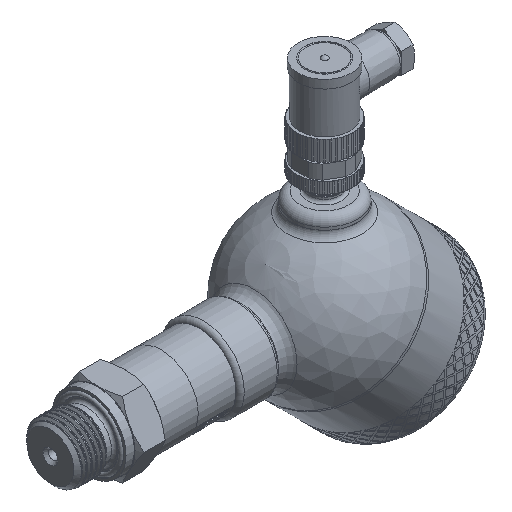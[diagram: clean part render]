
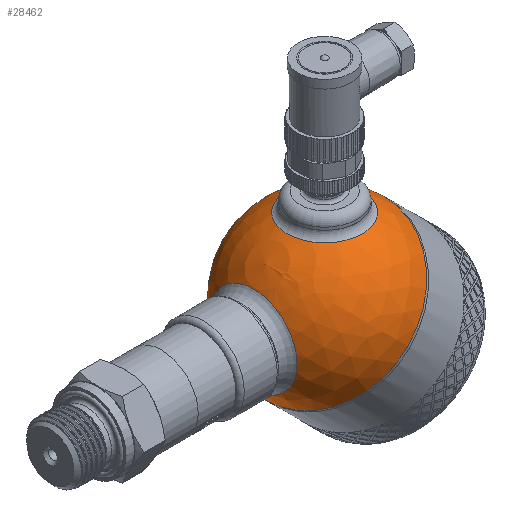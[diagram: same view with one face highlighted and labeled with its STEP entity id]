
A CAD part, isometric view. The second image highlights one B-rep face of the part: STEP entity #28462.
In plain terms, the highlighted spherical face has radius 30 mm.
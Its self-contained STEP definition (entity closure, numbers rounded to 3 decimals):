
#45=SPHERICAL_SURFACE('',#30200,30.);
#130=FACE_BOUND('',#3823,.T.);
#131=FACE_BOUND('',#3824,.T.);
#2005=FACE_OUTER_BOUND('',#3822,.T.);
#3822=EDGE_LOOP('',(#20341,#20342,#20343,#20344));
#3823=EDGE_LOOP('',(#20345));
#3824=EDGE_LOOP('',(#20346));
#5549=CIRCLE('',#30122,30.);
#5550=CIRCLE('',#30123,30.);
#5577=CIRCLE('',#30196,13.5);
#5580=CIRCLE('',#30201,30.);
#5581=CIRCLE('',#30202,15.643);
#11065=VERTEX_POINT('',#39820);
#11066=VERTEX_POINT('',#39822);
#11565=VERTEX_POINT('',#46209);
#11567=VERTEX_POINT('',#46216);
#11568=VERTEX_POINT('',#46218);
#14129=EDGE_CURVE('',#11065,#11066,#5549,.T.);
#14130=EDGE_CURVE('',#11066,#11065,#5550,.T.);
#14881=EDGE_CURVE('',#11565,#11565,#5577,.T.);
#14884=EDGE_CURVE('',#11066,#11567,#5580,.T.);
#14885=EDGE_CURVE('',#11568,#11568,#5581,.T.);
#20341=ORIENTED_EDGE('',*,*,#14130,.F.);
#20342=ORIENTED_EDGE('',*,*,#14884,.T.);
#20343=ORIENTED_EDGE('',*,*,#14884,.F.);
#20344=ORIENTED_EDGE('',*,*,#14129,.F.);
#20345=ORIENTED_EDGE('',*,*,#14885,.F.);
#20346=ORIENTED_EDGE('',*,*,#14881,.F.);
#28462=ADVANCED_FACE('',(#2005,#130,#131),#45,.T.);
#30122=AXIS2_PLACEMENT_3D('',#39823,#31986,#31987);
#30123=AXIS2_PLACEMENT_3D('',#39824,#31988,#31989);
#30196=AXIS2_PLACEMENT_3D('',#46210,#32398,#32399);
#30200=AXIS2_PLACEMENT_3D('',#46215,#32406,#32407);
#30201=AXIS2_PLACEMENT_3D('',#46217,#32408,#32409);
#30202=AXIS2_PLACEMENT_3D('',#46219,#32410,#32411);
#31986=DIRECTION('center_axis',(1.,0.,0.));
#31987=DIRECTION('ref_axis',(0.,1.,0.));
#31988=DIRECTION('center_axis',(1.,0.,0.));
#31989=DIRECTION('ref_axis',(0.,1.,0.));
#32398=DIRECTION('center_axis',(-0.707,0.,-0.707));
#32399=DIRECTION('ref_axis',(-0.707,0.,0.707));
#32406=DIRECTION('center_axis',(1.,0.,0.));
#32407=DIRECTION('ref_axis',(0.,-1.,0.));
#32408=DIRECTION('center_axis',(0.,0.,1.));
#32409=DIRECTION('ref_axis',(0.,1.,0.));
#32410=DIRECTION('center_axis',(-0.707,0.,0.707));
#32411=DIRECTION('ref_axis',(0.707,0.,0.707));
#39820=CARTESIAN_POINT('',(0.,-30.,0.));
#39822=CARTESIAN_POINT('',(0.,30.,0.));
#39823=CARTESIAN_POINT('Origin',(0.,0.,0.));
#39824=CARTESIAN_POINT('Origin',(0.,0.,0.));
#46209=CARTESIAN_POINT('',(-9.398,0.,-28.49));
#46210=CARTESIAN_POINT('Origin',(-18.944,0.,-18.944));
#46215=CARTESIAN_POINT('Origin',(0.,0.,0.));
#46216=CARTESIAN_POINT('',(-30.,0.,0.));
#46217=CARTESIAN_POINT('Origin',(0.,0.,0.));
#46218=CARTESIAN_POINT('',(-29.162,0.,7.04));
#46219=CARTESIAN_POINT('Origin',(-18.101,0.,18.101));
